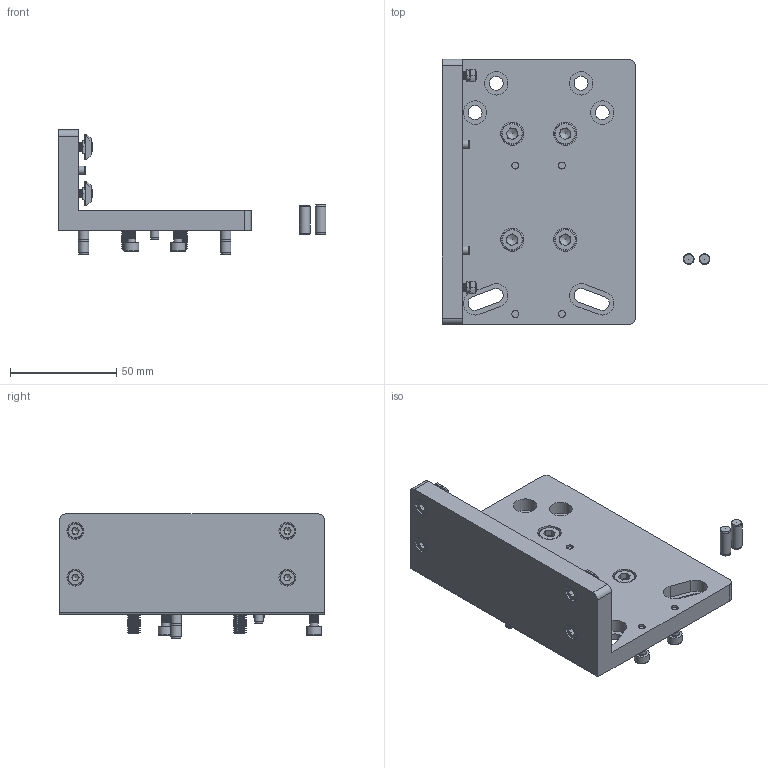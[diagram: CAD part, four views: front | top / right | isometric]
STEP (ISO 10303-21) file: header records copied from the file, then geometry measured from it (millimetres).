
FILE_DESCRIPTION (( 'STEP AP214' ), '1' );
FILE_NAME ('0186-1632_241008_Z01-MWAP04.STEP', '2024-10-09T06:26:26', ( '' ), ( '' ), 'SwSTEP 2.0', 'SolidWorks 2024', '' );
FILE_SCHEMA (( 'AUTOMOTIVE_DESIGN' ));
Length unit declared in the file: millimetre
Products named in the file (10): 0150-4383_Hammermutter_N6_M4; 0230-0300_Zyl.-Schr_I-6kt_M4x14_8.8_v-b; 0180-2461_Z01k-MWAP04; 0230-0180_Zyl.-Schr_I-6kt_M4x12_8.8_v-b; 0186-1632_241008_Z01-MWAP04; 0230-0319_zyl.-schr._i-6kt_M6x12_8.8_v-b; 0230-0868_Zyl.-Stift_5x10_INOX; 0230-0721_Zyl.-Stift_5x16_STAHL-GH; 0230-0812_Zyl.-Stift_4x8_INOX; 0230-0855_Zyl.-Stift_5x14_INOX
Assembly tree (27 placements, depth 2):
  0186-1632_241008_Z01-MWAP04
    0180-2461_Z01k-MWAP04
    0230-0812_Zyl.-Stift_4x8_INOX  x4
    0230-0855_Zyl.-Stift_5x14_INOX  x2
    0150-4383_Hammermutter_N6_M4  x4
    0230-0180_Zyl.-Schr_I-6kt_M4x12_8.8_v-b  x4
    0230-0868_Zyl.-Stift_5x10_INOX  x2
    0230-0721_Zyl.-Stift_5x16_STAHL-GH  x2
    0230-0300_Zyl.-Schr_I-6kt_M4x14_8.8_v-b  x4
    0230-0319_zyl.-schr._i-6kt_M6x12_8.8_v-b  x4
Bounding box: 126.24 x 125 x 58.5 mm (x, y, z)
Volume: 149655.1 mm3; surface area: 49578.4 mm2
Topology: 27 solids, 27 shells, 1498 faces, 3546 edges, 2160 vertices
Faces by surface type: plane 532, cone 376, cylinder 289, bspline 277, torus 24
Full cylindrical faces by diameter (mm): 3.3 x4, 4 x136, 4.05 x4, 4.5 x4, 5 x6, 5.05 x2, 6 x40, 6.6 x8, 7 x8, 8 x4, 10 x4, 11 x8
Entity records: 32206 total; most frequent: CARTESIAN_POINT 11892, ORIENTED_EDGE 3702, DIRECTION 2686, EDGE_CURVE 1851, VERTEX_POINT 1303, EDGE_LOOP 1082, LINE 992, VECTOR 992
